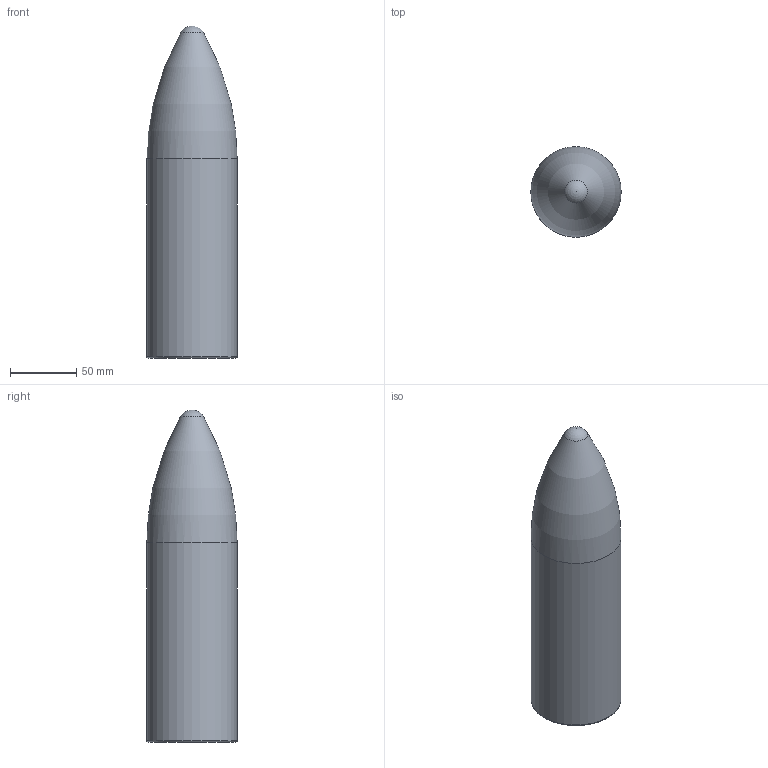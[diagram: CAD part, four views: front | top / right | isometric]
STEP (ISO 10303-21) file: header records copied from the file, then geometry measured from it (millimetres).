
FILE_DESCRIPTION(/* description */ ('Unknown'),/* implementation_level */ '2;1');
FILE_NAME(/* name */ 'rtvc_radius',/* time_stamp */ '2015-11-13T23:28:59+01:00',/* author */ ('Unknown'),/* organization */ ('Unknown'),/* preprocessor_version */ 'ST-DEVELOPER v16',/* originating_system */ 'DEX',/* authorisation */ $);
FILE_SCHEMA (('CONFIG_CONTROL_DESIGN'));
Length unit declared in the file: metre
Products named in the file (1): Part2
Bounding box: 68 x 68 x 250 mm (x, y, z)
Volume: 760561.3 mm3; surface area: 51816.1 mm2
Topology: 1 solids, 1 shells, 5 faces, 11 edges, 7 vertices
Faces by surface type: torus 2, cylinder 1, plane 1, sphere 1
Full cylindrical faces by diameter (mm): 68 x1
Entity records: 124 total; most frequent: DIRECTION 20, CARTESIAN_POINT 14, AXIS2_PLACEMENT_3D 10, ORIENTED_EDGE 8, EDGE_LOOP 8, FACE_BOUND 8, ADVANCED_FACE 5, EDGE_CURVE 4
